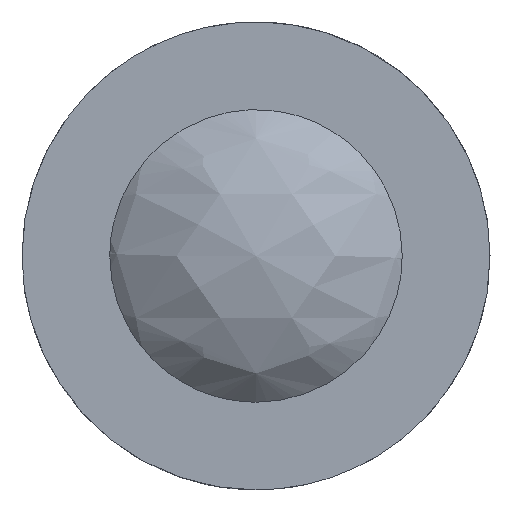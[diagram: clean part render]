
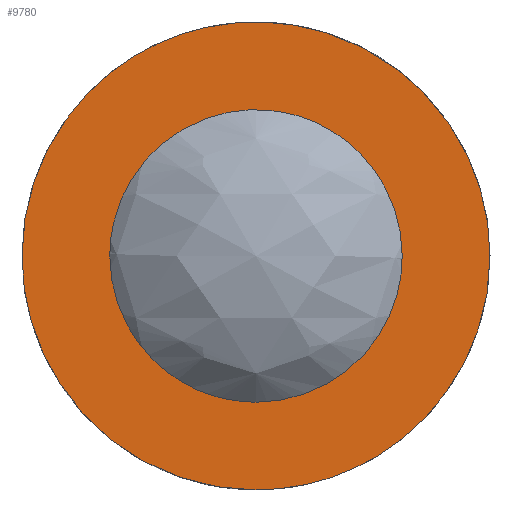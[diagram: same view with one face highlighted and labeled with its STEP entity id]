
A CAD part, left-side view. The second image highlights one B-rep face of the part: STEP entity #9780.
In plain terms, the highlighted free-form (B-spline) face has degree [1, 1] with [2, 2] control points.
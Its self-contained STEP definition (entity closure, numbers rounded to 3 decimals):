
#8800 = CARTESIAN_POINT ('', (0., 0., -10.));
#8810 = VERTEX_POINT ('', #8800);
#8870 = CARTESIAN_POINT ('', (0., -10., 0.));
#8880 = VERTEX_POINT ('', #8870);
#8890 = CARTESIAN_POINT ('', (0., 0., -10.));
#8900 = CARTESIAN_POINT ('', (0., -5., -10.));
#8910 = CARTESIAN_POINT ('', (0., -10., -6.667));
#8920 = CARTESIAN_POINT ('', (0., -10., 0.));
#8930 = (
   BOUNDED_CURVE ()
   B_SPLINE_CURVE (3, (#8890, #8900, #8910, #8920), .UNSPECIFIED., .F., .U.)
   B_SPLINE_CURVE_WITH_KNOTS ((4, 4), (0., 1.), .UNSPECIFIED.)
   CURVE ()
   GEOMETRIC_REPRESENTATION_ITEM ()
   RATIONAL_B_SPLINE_CURVE ((1., 0.667, 0.5, 0.5))
   REPRESENTATION_ITEM ('')
);
#8940 = EDGE_CURVE ('', #8810, #8880, #8930, .T.);
#8960 = CARTESIAN_POINT ('', (0., 10., 0.));
#8970 = VERTEX_POINT ('', #8960);
#8980 = CARTESIAN_POINT ('', (0., -10., 0.));
#8990 = CARTESIAN_POINT ('', (0., -10., 6.667));
#9000 = CARTESIAN_POINT ('', (0., -5., 10.));
#9010 = CARTESIAN_POINT ('', (0., 0., 10.));
#9020 = CARTESIAN_POINT ('', (0., 5., 10.));
#9030 = CARTESIAN_POINT ('', (0., 10., 6.667));
#9040 = CARTESIAN_POINT ('', (0., 10., 0.));
#9050 = (
   BOUNDED_CURVE ()
   B_SPLINE_CURVE (3, (#8980, #8990, #9000, #9010, #9020, #9030, #9040), .UNSPECIFIED., .F., .U.)
   B_SPLINE_CURVE_WITH_KNOTS ((4, 3, 4), (0., 0.5, 1.), .UNSPECIFIED.)
   CURVE ()
   GEOMETRIC_REPRESENTATION_ITEM ()
   RATIONAL_B_SPLINE_CURVE ((0.5, 0.5, 0.667, 1., 0.667, 0.5, 0.5))
   REPRESENTATION_ITEM ('')
);
#9060 = EDGE_CURVE ('', #8880, #8970, #9050, .T.);
#9080 = CARTESIAN_POINT ('', (0., 10., 0.));
#9090 = CARTESIAN_POINT ('', (0., 10., -6.667));
#9100 = CARTESIAN_POINT ('', (0., 5., -10.));
#9110 = CARTESIAN_POINT ('', (0., 0., -10.));
#9120 = (
   BOUNDED_CURVE ()
   B_SPLINE_CURVE (3, (#9080, #9090, #9100, #9110), .UNSPECIFIED., .F., .U.)
   B_SPLINE_CURVE_WITH_KNOTS ((4, 4), (0., 1.), .UNSPECIFIED.)
   CURVE ()
   GEOMETRIC_REPRESENTATION_ITEM ()
   RATIONAL_B_SPLINE_CURVE ((0.5, 0.5, 0.667, 1.))
   REPRESENTATION_ITEM ('')
);
#9130 = EDGE_CURVE ('', #8970, #8810, #9120, .T.);
#9360 = CARTESIAN_POINT ('', (0., 0., -16.));
#9370 = VERTEX_POINT ('', #9360);
#9380 = CARTESIAN_POINT ('', (0., 16., 0.));
#9390 = VERTEX_POINT ('', #9380);
#9400 = CARTESIAN_POINT ('', (0., 0., -16.));
#9410 = CARTESIAN_POINT ('', (0., 8., -16.));
#9420 = CARTESIAN_POINT ('', (0., 16., -10.667));
#9430 = CARTESIAN_POINT ('', (0., 16., 0.));
#9440 = (
   BOUNDED_CURVE ()
   B_SPLINE_CURVE (3, (#9400, #9410, #9420, #9430), .UNSPECIFIED., .F., .U.)
   B_SPLINE_CURVE_WITH_KNOTS ((4, 4), (0., 1.), .UNSPECIFIED.)
   CURVE ()
   GEOMETRIC_REPRESENTATION_ITEM ()
   RATIONAL_B_SPLINE_CURVE ((1., 0.667, 0.5, 0.5))
   REPRESENTATION_ITEM ('')
);
#9450 = EDGE_CURVE ('', #9370, #9390, #9440, .T.);
#9460 = ORIENTED_EDGE ('', *, *, #9450, .F.);
#9470 = CARTESIAN_POINT ('', (0., -16., 0.));
#9480 = VERTEX_POINT ('', #9470);
#9490 = CARTESIAN_POINT ('', (0., -16., 0.));
#9500 = CARTESIAN_POINT ('', (0., -16., -10.667));
#9510 = CARTESIAN_POINT ('', (0., -8., -16.));
#9520 = CARTESIAN_POINT ('', (0., 0., -16.));
#9530 = (
   BOUNDED_CURVE ()
   B_SPLINE_CURVE (3, (#9490, #9500, #9510, #9520), .UNSPECIFIED., .F., .U.)
   B_SPLINE_CURVE_WITH_KNOTS ((4, 4), (0., 1.), .UNSPECIFIED.)
   CURVE ()
   GEOMETRIC_REPRESENTATION_ITEM ()
   RATIONAL_B_SPLINE_CURVE ((0.5, 0.5, 0.667, 1.))
   REPRESENTATION_ITEM ('')
);
#9540 = EDGE_CURVE ('', #9480, #9370, #9530, .T.);
#9550 = ORIENTED_EDGE ('', *, *, #9540, .F.);
#9560 = CARTESIAN_POINT ('', (0., 16., 0.));
#9570 = CARTESIAN_POINT ('', (0., 16., 10.667));
#9580 = CARTESIAN_POINT ('', (0., 8., 16.));
#9590 = CARTESIAN_POINT ('', (0., 0., 16.));
#9600 = CARTESIAN_POINT ('', (0., -8., 16.));
#9610 = CARTESIAN_POINT ('', (0., -16., 10.667));
#9620 = CARTESIAN_POINT ('', (0., -16., 0.));
#9630 = (
   BOUNDED_CURVE ()
   B_SPLINE_CURVE (3, (#9560, #9570, #9580, #9590, #9600, #9610, #9620), .UNSPECIFIED., .F., .U.)
   B_SPLINE_CURVE_WITH_KNOTS ((4, 3, 4), (0., 0.5, 1.), .UNSPECIFIED.)
   CURVE ()
   GEOMETRIC_REPRESENTATION_ITEM ()
   RATIONAL_B_SPLINE_CURVE ((0.5, 0.5, 0.667, 1., 0.667, 0.5, 0.5))
   REPRESENTATION_ITEM ('')
);
#9640 = EDGE_CURVE ('', #9390, #9480, #9630, .T.);
#9650 = ORIENTED_EDGE ('', *, *, #9640, .F.);
#9660 = EDGE_LOOP ('', (#9460, #9550, #9650));
#9670 = FACE_OUTER_BOUND ('', #9660, .T.);
#9680 = ORIENTED_EDGE ('', *, *, #8940, .F.);
#9690 = ORIENTED_EDGE ('', *, *, #9130, .F.);
#9700 = ORIENTED_EDGE ('', *, *, #9060, .F.);
#9710 = EDGE_LOOP ('', (#9680, #9690, #9700));
#9720 = FACE_BOUND ('', #9710, .T.);
#9730 = CARTESIAN_POINT ('', (0., -16.192, 16.192));
#9740 = CARTESIAN_POINT ('', (0., -16.192, -16.192));
#9750 = CARTESIAN_POINT ('', (0., 16.192, 16.192));
#9760 = CARTESIAN_POINT ('', (0., 16.192, -16.192));
#9770 = B_SPLINE_SURFACE_WITH_KNOTS ('', 1, 1, ((#9730, #9740), (#9750, #9760)), .UNSPECIFIED., .F., .F., .U., (2, 2), (2, 2), (0., 1.), (0., 1.), .UNSPECIFIED.);
#9780 = ADVANCED_FACE ('', (#9670, #9720), #9770, .T.);
